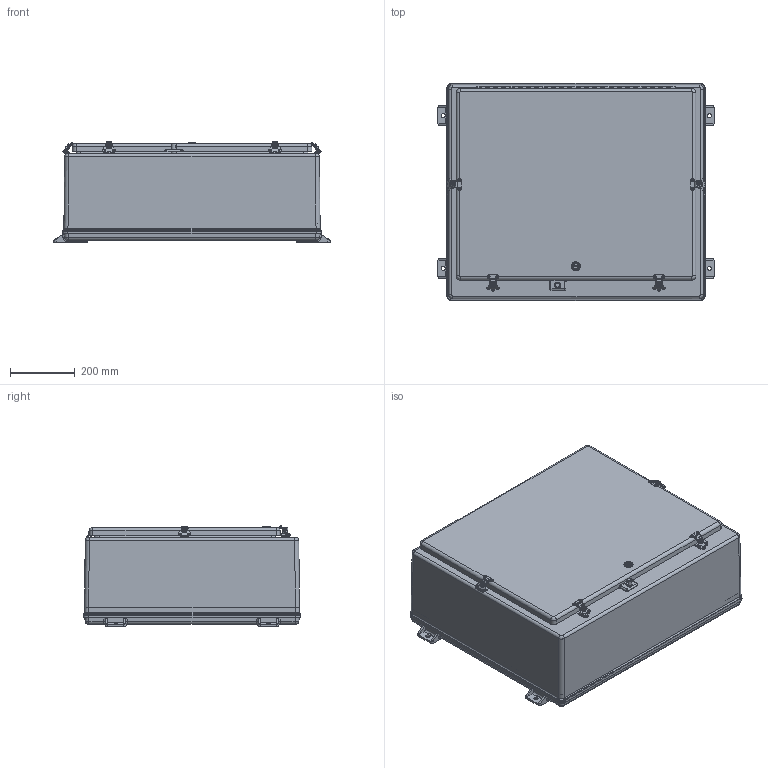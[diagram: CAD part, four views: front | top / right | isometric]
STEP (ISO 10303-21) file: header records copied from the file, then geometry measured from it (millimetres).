
FILE_DESCRIPTION (( 'STEP AP214' ), '1' );
FILE_NAME ('T302410HWTSL.STEP', '2020-10-06T16:05:38', ( '' ), ( '' ), 'SwSTEP 2.0', 'SolidWorks 2019', '' );
FILE_SCHEMA (( 'AUTOMOTIVE_DESIGN' ));
Length unit declared in the file: inch
Products named in the file (1): T302410HWTSL
Bounding box: 849.31 x 668.34 x 309.22 mm (x, y, z)
Volume: 10539922.7 mm3; surface area: 4211913.7 mm2
Topology: 95 solids, 95 shells, 2073 faces, 5105 edges, 3284 vertices
Faces by surface type: plane 947, cylinder 845, bspline 156, cone 101, torus 24
Full cylindrical faces by diameter (mm): 1.702 x4, 1.905 x8, 2.21 x4, 2.489 x4, 2.54 x12, 2.64 x8, 2.794 x4, 3.175 x61, 3.302 x32, 3.378 x12, 3.429 x4, 3.531 x4, 3.556 x12, 4.572 x4, 4.75 x8, 4.762 x3, 4.763 x5, 4.8 x4, 4.851 x8, 5 x1, 5.105 x8, 5.283 x4, 5.41 x4, 5.5 x1, 6.35 x23, 7.137 x4, 7.188 x8, 7.264 x4, 7.849 x4, 9.068 x8
Entity records: 69687 total; most frequent: CARTESIAN_POINT 21638, DIRECTION 9440, ORIENTED_EDGE 9110, EDGE_CURVE 4555, AXIS2_PLACEMENT_3D 3523, VERTEX_POINT 3180, EDGE_LOOP 2957, FACE_OUTER_BOUND 2437
